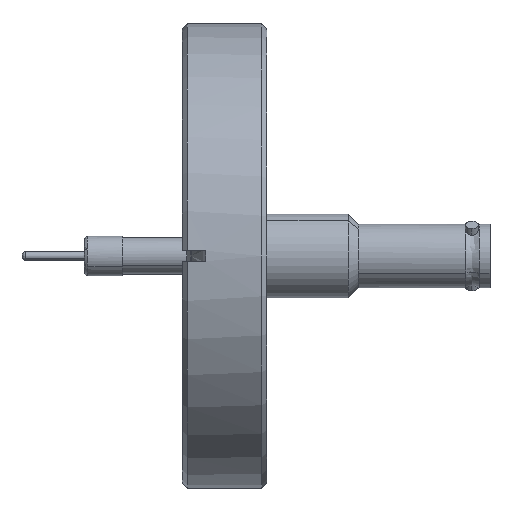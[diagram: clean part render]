
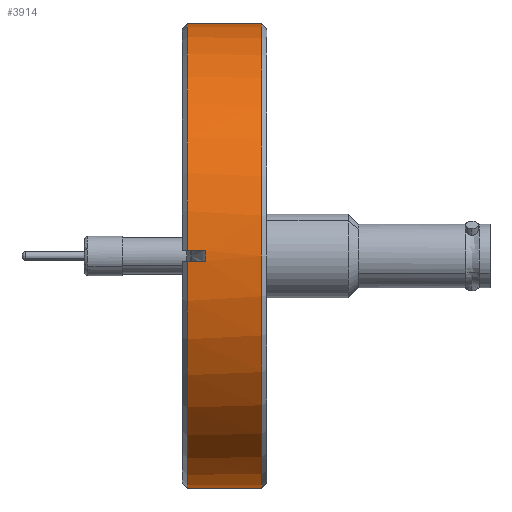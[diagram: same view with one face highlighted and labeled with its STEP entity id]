
A CAD part, left-side view. The second image highlights one B-rep face of the part: STEP entity #3914.
In plain terms, the highlighted cylindrical face has radius 34.925 mm (diameter 69.85 mm), a partial arc.
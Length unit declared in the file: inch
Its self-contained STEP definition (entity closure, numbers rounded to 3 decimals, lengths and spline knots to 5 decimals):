
#13 = DIRECTION ( 'NONE',  ( 0., 0., 1. ) ) ;
#27 = DIRECTION ( 'NONE',  ( 0., 1., 0. ) ) ;
#29 = CARTESIAN_POINT ( 'NONE',  ( 0., 0.021, 0. ) ) ;
#32 = DIRECTION ( 'NONE',  ( 0., 1., 0. ) ) ;
#36 = CARTESIAN_POINT ( 'NONE',  ( 0., -0.419, 0. ) ) ;
#37 = CARTESIAN_POINT ( 'NONE',  ( 0., 0., 1.375 ) ) ;
#38 = DIRECTION ( 'NONE',  ( 0., 1., 0. ) ) ;
#39 = DIRECTION ( 'NONE',  ( 0., -1., 0. ) ) ;
#45 = DIRECTION ( 'NONE',  ( 0., 0., 1. ) ) ;
#46 = CARTESIAN_POINT ( 'NONE',  ( -1.37465, 0., 0.031 ) ) ;
#205 = AXIS2_PLACEMENT_3D ( 'NONE', #446, #444, #442 ) ;
#245 = CARTESIAN_POINT ( 'NONE',  ( 0., 0., -1.375 ) ) ;
#246 = DIRECTION ( 'NONE',  ( 0., 1., 0. ) ) ;
#249 = CARTESIAN_POINT ( 'NONE',  ( 0., 0.021, 0. ) ) ;
#250 = DIRECTION ( 'NONE',  ( 0., 1., 0. ) ) ;
#251 = DIRECTION ( 'NONE',  ( 0., 0., 1. ) ) ;
#442 = DIRECTION ( 'NONE',  ( 0., 0., 1. ) ) ;
#444 = DIRECTION ( 'NONE',  ( 0., 1., 0. ) ) ;
#446 = CARTESIAN_POINT ( 'NONE',  ( 0., 0., 0. ) ) ;
#571 = ORIENTED_EDGE ( 'NONE', *, *, #2882, .T. ) ;
#587 = ORIENTED_EDGE ( 'NONE', *, *, #1902, .F. ) ;
#593 = ORIENTED_EDGE ( 'NONE', *, *, #2927, .F. ) ;
#594 = ORIENTED_EDGE ( 'NONE', *, *, #2926, .F. ) ;
#598 = ORIENTED_EDGE ( 'NONE', *, *, #2883, .F. ) ;
#612 = ORIENTED_EDGE ( 'NONE', *, *, #2891, .T. ) ;
#620 = ORIENTED_EDGE ( 'NONE', *, *, #1908, .F. ) ;
#653 = ORIENTED_EDGE ( 'NONE', *, *, #2884, .T. ) ;
#680 = VERTEX_POINT ( 'NONE', #3119 ) ;
#696 = VERTEX_POINT ( 'NONE', #3103 ) ;
#697 = VERTEX_POINT ( 'NONE', #3102 ) ;
#775 = VERTEX_POINT ( 'NONE', #3891 ) ;
#787 = VERTEX_POINT ( 'NONE', #3876 ) ;
#789 = VERTEX_POINT ( 'NONE', #3874 ) ;
#794 = VERTEX_POINT ( 'NONE', #3867 ) ;
#860 = CARTESIAN_POINT ( 'NONE',  ( -1.37465, -0.08748, -0.031 ) ) ;
#867 = CARTESIAN_POINT ( 'NONE',  ( -1.37512, -0.08752, -0.01035 ) ) ;
#1404 = B_SPLINE_CURVE_WITH_KNOTS ( 'NONE', 3,
 ( #860, #867, #1938, #1941 ),
 .UNSPECIFIED., .F., .F.,
 ( 4, 4 ),
 ( 0.11473, 0.1163 ),
 .UNSPECIFIED. ) ;
#1513 = FACE_OUTER_BOUND ( 'NONE', #3401, .T. ) ;
#1514 = CYLINDRICAL_SURFACE ( 'NONE', #205, 1.375 ) ;
#1614 = VECTOR ( 'NONE', #246, 39.37008 ) ;
#1616 = LINE ( 'NONE', #245, #1614 ) ;
#1622 = CIRCLE ( 'NONE', #3748, 1.375 ) ;
#1657 = VECTOR ( 'NONE', #38, 39.37008 ) ;
#1659 = LINE ( 'NONE', #37, #1657 ) ;
#1667 = VECTOR ( 'NONE', #39, 39.37008 ) ;
#1669 = LINE ( 'NONE', #46, #1667 ) ;
#1671 = CIRCLE ( 'NONE', #2847, 1.375 ) ;
#1672 = CIRCLE ( 'NONE', #3743, 1.375 ) ;
#1902 = EDGE_CURVE ( 'NONE', #775, #2350, #1404, .T. ) ;
#1908 = EDGE_CURVE ( 'NONE', #680, #775, #3148, .T. ) ;
#1920 = DIRECTION ( 'NONE',  ( 0., -1., 0. ) ) ;
#1938 = CARTESIAN_POINT ( 'NONE',  ( -1.37512, -0.08752, 0.01032 ) ) ;
#1939 = CARTESIAN_POINT ( 'NONE',  ( -1.37465, 0., -0.031 ) ) ;
#1941 = CARTESIAN_POINT ( 'NONE',  ( -1.37465, -0.08748, 0.031 ) ) ;
#2020 = CARTESIAN_POINT ( 'NONE',  ( -1.37465, -0.08748, 0.031 ) ) ;
#2350 = VERTEX_POINT ( 'NONE', #2020 ) ;
#2847 = AXIS2_PLACEMENT_3D ( 'NONE', #36, #32, #13 ) ;
#2882 = EDGE_CURVE ( 'NONE', #794, #789, #1671, .T. ) ;
#2883 = EDGE_CURVE ( 'NONE', #696, #697, #1672, .T. ) ;
#2884 = EDGE_CURVE ( 'NONE', #696, #2350, #1669, .T. ) ;
#2891 = EDGE_CURVE ( 'NONE', #789, #697, #1659, .T. ) ;
#2926 = EDGE_CURVE ( 'NONE', #794, #787, #1616, .T. ) ;
#2927 = EDGE_CURVE ( 'NONE', #787, #680, #1622, .T. ) ;
#3102 = CARTESIAN_POINT ( 'NONE',  ( 0., 0.021, 1.375 ) ) ;
#3103 = CARTESIAN_POINT ( 'NONE',  ( -1.37465, 0.021, 0.031 ) ) ;
#3119 = CARTESIAN_POINT ( 'NONE',  ( -1.37465, 0.021, -0.031 ) ) ;
#3146 = VECTOR ( 'NONE', #1920, 39.37008 ) ;
#3148 = LINE ( 'NONE', #1939, #3146 ) ;
#3401 = EDGE_LOOP ( 'NONE', ( #594, #571, #612, #598, #653, #587, #620, #593 ) ) ;
#3743 = AXIS2_PLACEMENT_3D ( 'NONE', #29, #27, #45 ) ;
#3748 = AXIS2_PLACEMENT_3D ( 'NONE', #249, #250, #251 ) ;
#3867 = CARTESIAN_POINT ( 'NONE',  ( 0., -0.419, -1.375 ) ) ;
#3874 = CARTESIAN_POINT ( 'NONE',  ( 0., -0.419, 1.375 ) ) ;
#3876 = CARTESIAN_POINT ( 'NONE',  ( 0., 0.021, -1.375 ) ) ;
#3891 = CARTESIAN_POINT ( 'NONE',  ( -1.37465, -0.08748, -0.031 ) ) ;
#3914 = ADVANCED_FACE ( 'NONE', ( #1513 ), #1514, .T. ) ;
